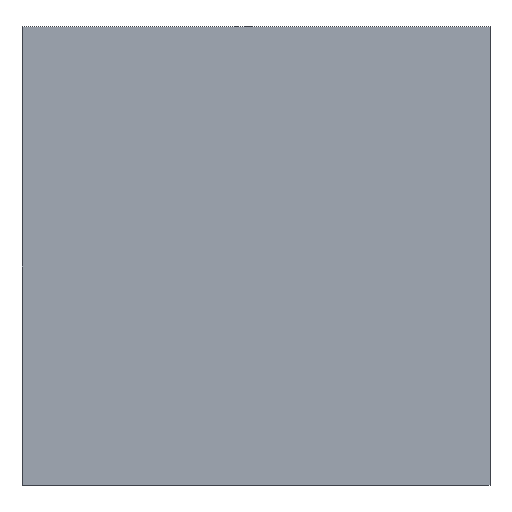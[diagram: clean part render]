
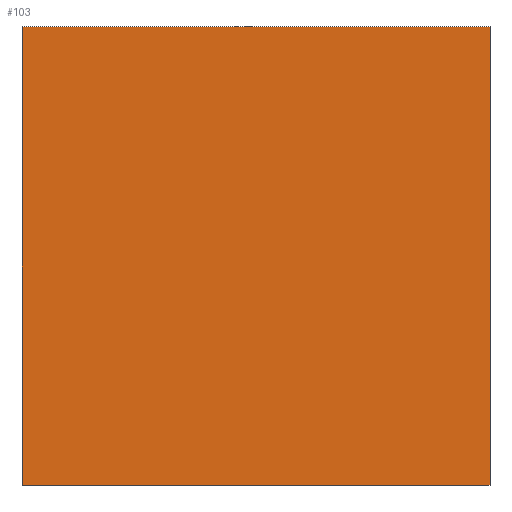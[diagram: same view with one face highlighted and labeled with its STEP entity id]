
A CAD part, top view. The second image highlights one B-rep face of the part: STEP entity #103.
In plain terms, the highlighted planar face has unit normal (0, 0, 1).
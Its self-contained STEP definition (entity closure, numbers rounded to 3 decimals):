
#17=FACE_OUTER_BOUND($,#23,.T.);
#23=EDGE_LOOP($,(#85,#86,#87,#88));
#27=LINE($,#148,#39);
#30=LINE($,#154,#42);
#33=LINE($,#160,#45);
#36=LINE($,#164,#48);
#39=VECTOR($,#120,143.);
#42=VECTOR($,#125,146.);
#45=VECTOR($,#130,143.);
#48=VECTOR($,#135,146.);
#51=VERTEX_POINT($,#145);
#52=VERTEX_POINT($,#147);
#54=VERTEX_POINT($,#153);
#56=VERTEX_POINT($,#159);
#59=EDGE_CURVE($,#52,#51,#27,.T.);
#62=EDGE_CURVE($,#54,#52,#30,.T.);
#65=EDGE_CURVE($,#56,#54,#33,.T.);
#68=EDGE_CURVE($,#51,#56,#36,.T.);
#85=ORIENTED_EDGE($,*,*,#68,.T.);
#86=ORIENTED_EDGE($,*,*,#65,.T.);
#87=ORIENTED_EDGE($,*,*,#62,.T.);
#88=ORIENTED_EDGE($,*,*,#59,.T.);
#97=PLANE($,#112);
#103=ADVANCED_FACE($,(#17),#97,.T.);
#112=AXIS2_PLACEMENT_3D($,#165,#136,#137);
#120=DIRECTION($,(0.,-1.,0.));
#125=DIRECTION($,(-1.,0.,0.));
#130=DIRECTION($,(0.,1.,0.));
#135=DIRECTION($,(1.,0.,0.));
#136=DIRECTION('center_axis',(0.,0.,1.));
#137=DIRECTION('ref_axis',(1.,0.,0.));
#145=CARTESIAN_POINT('',(0.,0.,3.));
#147=CARTESIAN_POINT('',(0.,143.,3.));
#148=CARTESIAN_POINT($,(0.,143.,3.));
#153=CARTESIAN_POINT('',(146.,143.,3.));
#154=CARTESIAN_POINT($,(146.,143.,3.));
#159=CARTESIAN_POINT('',(146.,0.,3.));
#160=CARTESIAN_POINT($,(146.,0.,3.));
#164=CARTESIAN_POINT($,(0.,0.,3.));
#165=CARTESIAN_POINT('Origin',(73.,71.5,3.));
